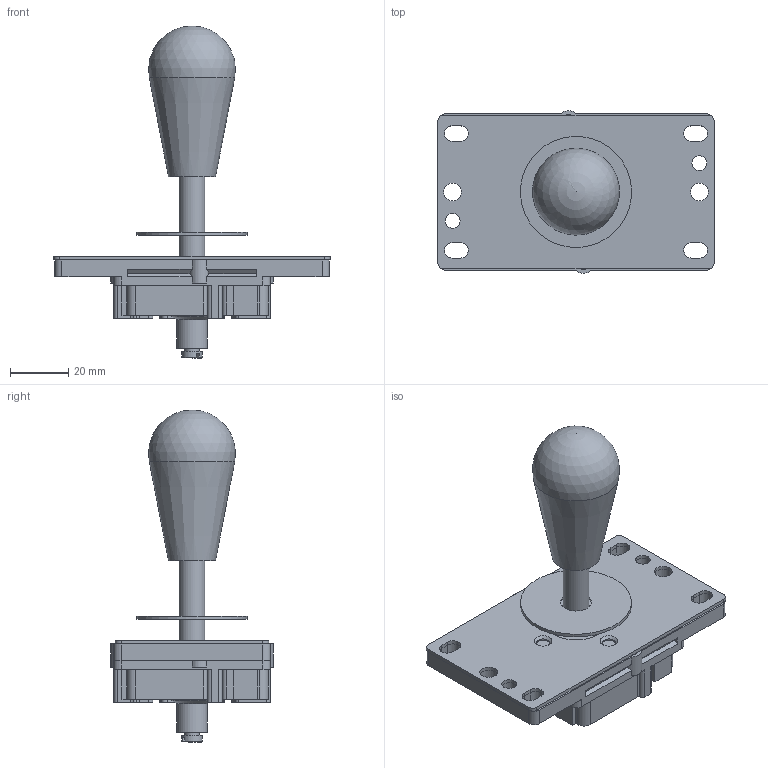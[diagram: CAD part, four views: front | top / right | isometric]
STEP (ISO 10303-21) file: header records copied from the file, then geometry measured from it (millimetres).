
FILE_DESCRIPTION(/* description */ ('STEP AP242','CAx-IF Rec.Pracs.---Representation and Presentation of Product Manufacturing Information (PMI)---4.0---2014-10-13','CAx-IF Rec.Pracs.---3D Tessellated Geometry---0.4---2014-09-14','2;1'),/* implementation_level */ '2;1');
FILE_NAME(/* name */ '66d297931eed27174841db07',/* time_stamp */ '2024-08-31T04:09:56Z',/* author */ (''),/* organization */ (''),/* preprocessor_version */ 'ST-DEVELOPER v20',/* originating_system */ ' ',/* authorisation */ ' ');
FILE_SCHEMA (('AP242_MANAGED_MODEL_BASED_3D_ENGINEERING_MIM_LF { 1 0 10303 442 1 1 4 }'));
Length unit declared in the file: metre
Products named in the file (11): Joystick Assm; plate; switch body; Joystick Body; Assembly 1 <1>; pivot; Plastic Cover; knob; Part 1; spring catch (top); spring catch (btm)
Assembly tree (13 placements, depth 3):
  Joystick Assm
    plate
    switch body  x4
    Joystick Body
    Assembly 1 <1>
      pivot
      Plastic Cover
      knob
      Part 1
      spring catch (top)
      spring catch (btm)
Bounding box: 95 x 56.03 x 114.16 mm (x, y, z)
Volume: 85959.8 mm3; surface area: 47279.5 mm2
Topology: 12 solids, 12 shells, 529 faces, 1363 edges, 889 vertices
Faces by surface type: plane 284, cylinder 184, cone 41, sphere 8, torus 8, bspline 4
Full cylindrical faces by diameter (mm): 3.302 x16, 4.2 x8, 4.572 x4, 5 x1, 5.08 x4, 6.096 x4, 6.57 x1, 6.909 x2, 7 x1, 7.02 x2, 8.89 x1, 10.22 x1, 10.541 x1, 10.62 x1, 13.462 x1, 16.7 x1, 17.75 x1, 19.05 x1, 21.336 x1, 22.606 x1, 38.202 x1
Entity records: 14796 total; most frequent: CARTESIAN_POINT 4766, DIRECTION 2131, ORIENTED_EDGE 1872, EDGE_CURVE 936, AXIS2_PLACEMENT_3D 809, VERTEX_POINT 651, FACE_BOUND 561, EDGE_LOOP 560
